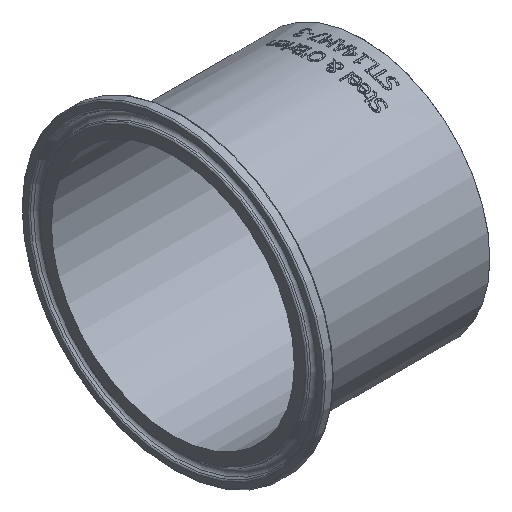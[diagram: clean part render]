
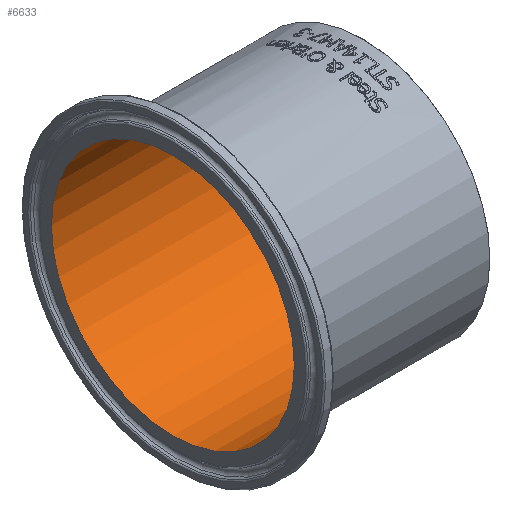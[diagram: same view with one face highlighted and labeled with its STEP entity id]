
A CAD part, isometric view. The second image highlights one B-rep face of the part: STEP entity #6633.
In plain terms, the highlighted cylindrical face has radius 36.449 mm (diameter 72.898 mm), a full revolution.
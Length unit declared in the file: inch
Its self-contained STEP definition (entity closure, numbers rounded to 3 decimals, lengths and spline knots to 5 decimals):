
#110=FACE_BOUND('',#1213,.T.);
#800=FACE_OUTER_BOUND('',#1212,.T.);
#1212=EDGE_LOOP('',(#6187));
#1213=EDGE_LOOP('',(#6188));
#2304=CIRCLE('',#7056,1.435);
#2306=CIRCLE('',#7060,1.435);
#3271=VERTEX_POINT('',#14253);
#3273=VERTEX_POINT('',#14259);
#4248=EDGE_CURVE('',#3271,#3271,#2304,.T.);
#4250=EDGE_CURVE('',#3273,#3273,#2306,.T.);
#6187=ORIENTED_EDGE('',*,*,#4250,.F.);
#6188=ORIENTED_EDGE('',*,*,#4248,.F.);
#6245=CYLINDRICAL_SURFACE('',#7059,1.435);
#6633=ADVANCED_FACE('',(#800,#110),#6245,.F.);
#7056=AXIS2_PLACEMENT_3D('',#14254,#8351,#8352);
#7059=AXIS2_PLACEMENT_3D('',#14258,#8357,#8358);
#7060=AXIS2_PLACEMENT_3D('',#14260,#8359,#8360);
#8351=DIRECTION('center_axis',(-1.,0.,0.));
#8352=DIRECTION('ref_axis',(0.,-1.,0.));
#8357=DIRECTION('center_axis',(1.,0.,0.));
#8358=DIRECTION('ref_axis',(0.,1.,0.));
#8359=DIRECTION('center_axis',(1.,0.,0.));
#8360=DIRECTION('ref_axis',(0.,0.,-1.));
#14253=CARTESIAN_POINT('',(2.245,1.435,0.));
#14254=CARTESIAN_POINT('Origin',(2.245,0.,0.));
#14258=CARTESIAN_POINT('Origin',(1.1405,0.,0.));
#14259=CARTESIAN_POINT('',(0.,1.435,0.));
#14260=CARTESIAN_POINT('Origin',(0.,0.,0.));
